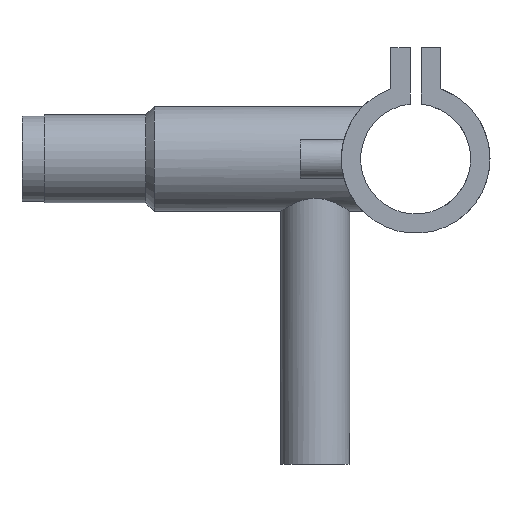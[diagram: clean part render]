
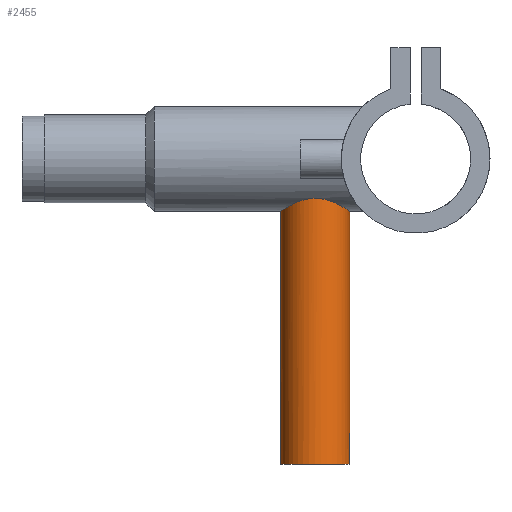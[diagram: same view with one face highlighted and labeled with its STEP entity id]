
A CAD part, left-side view. The second image highlights one B-rep face of the part: STEP entity #2455.
In plain terms, the highlighted cylindrical face has radius 12.5 mm (diameter 25 mm), a partial arc.
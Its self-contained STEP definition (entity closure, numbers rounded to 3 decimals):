
#129 = CARTESIAN_POINT ( 'NONE',  ( -12.158, 39.432, -14.601 ) ) ;
#140 = CARTESIAN_POINT ( 'NONE',  ( -6.356, 25.729, -17.909 ) ) ;
#153 = CARTESIAN_POINT ( 'NONE',  ( -12.06, 33.189, -14.682 ) ) ;
#162 = CARTESIAN_POINT ( 'NONE',  ( -2.917, 48.662, -18.779 ) ) ;
#173 = CARTESIAN_POINT ( 'NONE',  ( -11.184, 30.903, -15.361 ) ) ;
#188 = DIRECTION ( 'NONE',  ( 0., 0., -1. ) ) ;
#230 = EDGE_CURVE ( 'NONE', #1600, #1377, #2147, .T. ) ;
#237 = CARTESIAN_POINT ( 'NONE',  ( 0., 24., -19. ) ) ;
#255 = ORIENTED_EDGE ( 'NONE', *, *, #323, .F. ) ;
#280 = CARTESIAN_POINT ( 'NONE',  ( 0., 36.5, -111. ) ) ;
#311 = ORIENTED_EDGE ( 'NONE', *, *, #230, .F. ) ;
#323 = EDGE_CURVE ( 'NONE', #1503, #1282, #1894, .T. ) ;
#334 = CARTESIAN_POINT ( 'NONE',  ( -7.69, 26.613, -17.389 ) ) ;
#344 = CARTESIAN_POINT ( 'NONE',  ( -11.192, 42.125, -15.359 ) ) ;
#367 = CARTESIAN_POINT ( 'NONE',  ( -9.405, 44.743, -16.511 ) ) ;
#525 = EDGE_CURVE ( 'NONE', #1377, #1503, #2370, .T. ) ;
#527 = CARTESIAN_POINT ( 'NONE',  ( -11.807, 40.624, -14.887 ) ) ;
#549 = CARTESIAN_POINT ( 'NONE',  ( 0., 36.5, 0. ) ) ;
#571 = FACE_OUTER_BOUND ( 'NONE', #614, .T. ) ;
#604 = CARTESIAN_POINT ( 'NONE',  ( -3.342, 24.426, -18.722 ) ) ;
#614 = EDGE_LOOP ( 'NONE', ( #621, #311, #807, #255 ) ) ;
#621 = ORIENTED_EDGE ( 'NONE', *, *, #525, .F. ) ;
#635 = AXIS2_PLACEMENT_3D ( 'NONE', #549, #188, #1121 ) ;
#723 = CARTESIAN_POINT ( 'NONE',  ( 0., 49., -19. ) ) ;
#735 = CARTESIAN_POINT ( 'NONE',  ( -4.132, 24.674, -18.562 ) ) ;
#745 = CARTESIAN_POINT ( 'NONE',  ( -12.416, 34.828, -14.384 ) ) ;
#765 = CARTESIAN_POINT ( 'NONE',  ( -9.411, 28.263, -16.508 ) ) ;
#807 = ORIENTED_EDGE ( 'NONE', *, *, #1535, .T. ) ;
#829 = AXIS2_PLACEMENT_3D ( 'NONE', #280, #1222, #2210 ) ;
#913 = CARTESIAN_POINT ( 'NONE',  ( -12.477, 37.364, -14.329 ) ) ;
#915 = LINE ( 'NONE', #1663, #1185 ) ;
#935 = CARTESIAN_POINT ( 'NONE',  ( -4.511, 48.165, -18.461 ) ) ;
#944 = CARTESIAN_POINT ( 'NONE',  ( -12.055, 39.833, -14.687 ) ) ;
#953 = CARTESIAN_POINT ( 'NONE',  ( -10.149, 43.808, -16.065 ) ) ;
#1003 = CARTESIAN_POINT ( 'NONE',  ( -1.683, 24.107, -18.93 ) ) ;
#1015 = CARTESIAN_POINT ( 'NONE',  ( -0.421, 24., -19. ) ) ;
#1085 = CARTESIAN_POINT ( 'NONE',  ( 0., 24., 0. ) ) ;
#1097 = CARTESIAN_POINT ( 'NONE',  ( -1.69, 48.913, -18.943 ) ) ;
#1107 = CARTESIAN_POINT ( 'NONE',  ( -6.699, 25.939, -17.783 ) ) ;
#1117 = CARTESIAN_POINT ( 'NONE',  ( -10.594, 29.853, -15.775 ) ) ;
#1121 = DIRECTION ( 'NONE',  ( 0., 1., 0. ) ) ;
#1126 = CARTESIAN_POINT ( 'NONE',  ( 0., 49., -19. ) ) ;
#1136 = CARTESIAN_POINT ( 'NONE',  ( -12.165, 33.594, -14.596 ) ) ;
#1185 = VECTOR ( 'NONE', #2427, 1000. ) ;
#1222 = DIRECTION ( 'NONE',  ( 0., 0., -1. ) ) ;
#1243 = CARTESIAN_POINT ( 'NONE',  ( 0., 24., -19. ) ) ;
#1273 = VECTOR ( 'NONE', #1834, 1000. ) ;
#1281 = CARTESIAN_POINT ( 'NONE',  ( -9.911, 44.128, -16.213 ) ) ;
#1282 = VERTEX_POINT ( 'NONE', #2308 ) ;
#1291 = CARTESIAN_POINT ( 'NONE',  ( -9.143, 27.967, -16.659 ) ) ;
#1300 = CARTESIAN_POINT ( 'NONE',  ( -9.139, 45.037, -16.66 ) ) ;
#1311 = CARTESIAN_POINT ( 'NONE',  ( -10.8, 30.194, -15.633 ) ) ;
#1368 = CARTESIAN_POINT ( 'NONE',  ( -0.842, 24.021, -18.986 ) ) ;
#1377 = VERTEX_POINT ( 'NONE', #1243 ) ;
#1476 = CARTESIAN_POINT ( 'NONE',  ( -3.322, 48.558, -18.712 ) ) ;
#1485 = CARTESIAN_POINT ( 'NONE',  ( -7.692, 46.386, -17.388 ) ) ;
#1503 = VERTEX_POINT ( 'NONE', #2058 ) ;
#1510 = CARTESIAN_POINT ( 'NONE',  ( -6.354, 47.295, -17.921 ) ) ;
#1535 = EDGE_CURVE ( 'NONE', #1600, #1282, #915, .T. ) ;
#1600 = VERTEX_POINT ( 'NONE', #1126 ) ;
#1663 = CARTESIAN_POINT ( 'NONE',  ( 0., 49., 0. ) ) ;
#1675 = CARTESIAN_POINT ( 'NONE',  ( -5.642, 25.339, -18.147 ) ) ;
#1684 = CARTESIAN_POINT ( 'NONE',  ( -11.676, 32.019, -14.99 ) ) ;
#1692 = CARTESIAN_POINT ( 'NONE',  ( -12.326, 38.617, -14.459 ) ) ;
#1706 = CARTESIAN_POINT ( 'NONE',  ( -10.812, 42.822, -15.632 ) ) ;
#1834 = DIRECTION ( 'NONE',  ( 0., 0., -1. ) ) ;
#1870 = CARTESIAN_POINT ( 'NONE',  ( -12.501, 35.663, -14.308 ) ) ;
#1881 = CARTESIAN_POINT ( 'NONE',  ( -0.854, 49., -19. ) ) ;
#1891 = CARTESIAN_POINT ( 'NONE',  ( -11.361, 31.27, -15.231 ) ) ;
#1894 = CIRCLE ( 'NONE', #829, 12.5 ) ;
#2035 = CARTESIAN_POINT ( 'NONE',  ( -8.299, 27.119, -17.103 ) ) ;
#2048 = CARTESIAN_POINT ( 'NONE',  ( -4.122, 48.308, -18.552 ) ) ;
#2057 = CARTESIAN_POINT ( 'NONE',  ( -9.914, 28.876, -16.211 ) ) ;
#2058 = CARTESIAN_POINT ( 'NONE',  ( 0., 24., -111. ) ) ;
#2059 = CYLINDRICAL_SURFACE ( 'NONE', #635, 12.5 ) ;
#2070 = CARTESIAN_POINT ( 'NONE',  ( -10.15, 29.194, -16.064 ) ) ;
#2079 = CARTESIAN_POINT ( 'NONE',  ( -12.391, 38.204, -14.404 ) ) ;
#2147 = B_SPLINE_CURVE_WITH_KNOTS ( 'NONE', 3,
 ( #723, #1881, #1097, #162, #1476, #2048, #935, #2238, #1510, #1485, #2446, #1300, #367, #1281, #953, #1706, #344, #2470, #527, #944, #129, #1692, #2079, #913, #2248, #1870, #745, #1136, #153, #2258, #1684, #1891, #173, #1311, #1117, #2070, #2057, #765, #1291, #2035, #334, #1107, #140, #1675, #2438, #735, #604, #2313, #1003, #1368, #1015, #237 ),
 .UNSPECIFIED., .F., .F.,
 ( 4, 2, 2, 2, 2, 2, 2, 2, 2, 2, 2, 2, 2, 2, 2, 2, 2, 2, 2, 2, 2, 2, 2, 2, 2, 4 ),
 ( 0., 0.003, 0.004, 0.005, 0.008, 0.01, 0.011, 0.013, 0.015, 0.016, 0.018, 0.019, 0.02, 0.023, 0.024, 0.025, 0.026, 0.028, 0.029, 0.03, 0.033, 0.034, 0.035, 0.038, 0.039, 0.04 ),
 .UNSPECIFIED. ) ;
#2210 = DIRECTION ( 'NONE',  ( 0., 1., 0. ) ) ;
#2238 = CARTESIAN_POINT ( 'NONE',  ( -5.642, 47.684, -18.16 ) ) ;
#2248 = CARTESIAN_POINT ( 'NONE',  ( -12.5, 36.935, -14.309 ) ) ;
#2258 = CARTESIAN_POINT ( 'NONE',  ( -11.816, 32.402, -14.879 ) ) ;
#2308 = CARTESIAN_POINT ( 'NONE',  ( 0., 49., -111. ) ) ;
#2313 = CARTESIAN_POINT ( 'NONE',  ( -2.106, 24.172, -18.887 ) ) ;
#2370 = LINE ( 'NONE', #1085, #1273 ) ;
#2427 = DIRECTION ( 'NONE',  ( 0., 0., -1. ) ) ;
#2438 = CARTESIAN_POINT ( 'NONE',  ( -5.27, 25.158, -18.259 ) ) ;
#2446 = CARTESIAN_POINT ( 'NONE',  ( -8.303, 45.878, -17.102 ) ) ;
#2455 = ADVANCED_FACE ( 'NONE', ( #571 ), #2059, .T. ) ;
#2470 = CARTESIAN_POINT ( 'NONE',  ( -11.665, 41.009, -14.999 ) ) ;
